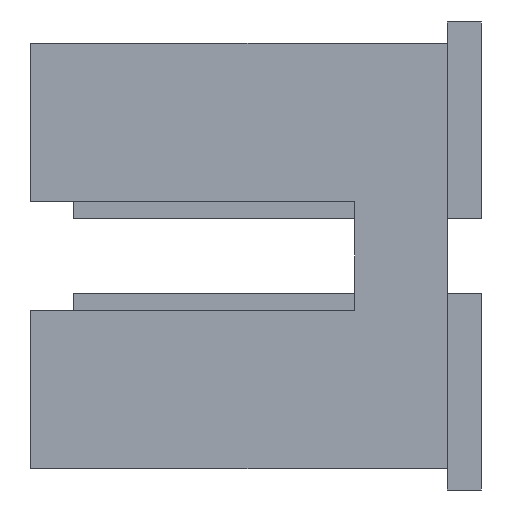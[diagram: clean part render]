
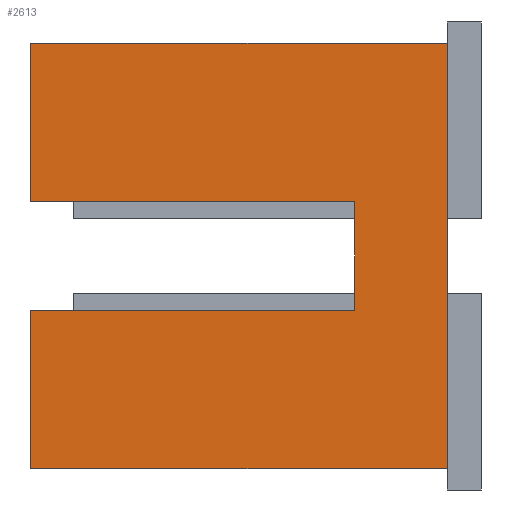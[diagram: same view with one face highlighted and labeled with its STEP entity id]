
A CAD part, left-side view. The second image highlights one B-rep face of the part: STEP entity #2613.
In plain terms, the highlighted planar face has unit normal (-1, 0, 0).
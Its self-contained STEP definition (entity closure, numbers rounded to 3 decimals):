
#154=FACE_OUTER_BOUND('',#296,.T.);
#296=EDGE_LOOP('',(#2196,#2197,#2198,#2199,#2200,#2201,#2202,#2203));
#458=LINE('',#3707,#798);
#588=LINE('',#3969,#928);
#605=LINE('',#4003,#945);
#625=LINE('',#4044,#965);
#629=LINE('',#4051,#969);
#634=LINE('',#4060,#974);
#636=LINE('',#4064,#976);
#637=LINE('',#4067,#977);
#798=VECTOR('',#3044,10.);
#928=VECTOR('',#3286,10.);
#945=VECTOR('',#3313,10.);
#965=VECTOR('',#3347,10.);
#969=VECTOR('',#3353,10.);
#974=VECTOR('',#3364,10.);
#976=VECTOR('',#3368,10.);
#977=VECTOR('',#3373,10.);
#1090=VERTEX_POINT('',#3704);
#1091=VERTEX_POINT('',#3706);
#1167=VERTEX_POINT('',#3967);
#1179=VERTEX_POINT('',#4001);
#1192=VERTEX_POINT('',#4041);
#1193=VERTEX_POINT('',#4043);
#1195=VERTEX_POINT('',#4049);
#1197=VERTEX_POINT('',#4062);
#1358=EDGE_CURVE('',#1091,#1090,#458,.T.);
#1488=EDGE_CURVE('',#1090,#1167,#588,.T.);
#1505=EDGE_CURVE('',#1179,#1167,#605,.T.);
#1525=EDGE_CURVE('',#1193,#1192,#625,.T.);
#1529=EDGE_CURVE('',#1179,#1195,#629,.T.);
#1534=EDGE_CURVE('',#1195,#1193,#634,.T.);
#1536=EDGE_CURVE('',#1197,#1192,#636,.T.);
#1537=EDGE_CURVE('',#1091,#1197,#637,.T.);
#2196=ORIENTED_EDGE('',*,*,#1358,.T.);
#2197=ORIENTED_EDGE('',*,*,#1488,.T.);
#2198=ORIENTED_EDGE('',*,*,#1505,.F.);
#2199=ORIENTED_EDGE('',*,*,#1529,.T.);
#2200=ORIENTED_EDGE('',*,*,#1534,.T.);
#2201=ORIENTED_EDGE('',*,*,#1525,.T.);
#2202=ORIENTED_EDGE('',*,*,#1536,.F.);
#2203=ORIENTED_EDGE('',*,*,#1537,.F.);
#2348=PLANE('',#2768);
#2613=ADVANCED_FACE('',(#154),#2348,.T.);
#2768=AXIS2_PLACEMENT_3D('',#4066,#3371,#3372);
#3044=DIRECTION('',(0.,0.,1.));
#3286=DIRECTION('',(0.,1.,0.));
#3313=DIRECTION('',(0.,0.,1.));
#3347=DIRECTION('',(0.,1.,0.));
#3353=DIRECTION('',(0.,-1.,0.));
#3364=DIRECTION('',(0.,0.,-1.));
#3368=DIRECTION('',(0.,0.,1.));
#3371=DIRECTION('center_axis',(-1.,0.,0.));
#3372=DIRECTION('ref_axis',(0.,0.,1.));
#3373=DIRECTION('',(0.,1.,0.));
#3704=CARTESIAN_POINT('',(-6.35,0.4,2.5));
#3706=CARTESIAN_POINT('',(-6.35,0.4,-2.5));
#3707=CARTESIAN_POINT('',(-6.35,0.4,-1.25));
#3967=CARTESIAN_POINT('',(-6.35,5.3,2.5));
#3969=CARTESIAN_POINT('',(-6.35,0.,2.5));
#4001=CARTESIAN_POINT('',(-6.35,5.3,0.635));
#4003=CARTESIAN_POINT('',(-6.35,5.3,-2.5));
#4041=CARTESIAN_POINT('',(-6.35,5.3,-0.635));
#4043=CARTESIAN_POINT('',(-6.35,1.49,-0.635));
#4044=CARTESIAN_POINT('',(-6.35,2.65,-0.635));
#4049=CARTESIAN_POINT('',(-6.35,1.49,0.635));
#4051=CARTESIAN_POINT('',(-6.35,2.65,0.635));
#4060=CARTESIAN_POINT('',(-6.35,1.49,-1.25));
#4062=CARTESIAN_POINT('',(-6.35,5.3,-2.5));
#4064=CARTESIAN_POINT('',(-6.35,5.3,-2.5));
#4066=CARTESIAN_POINT('Origin',(-6.35,0.,-2.5));
#4067=CARTESIAN_POINT('',(-6.35,0.,-2.5));
